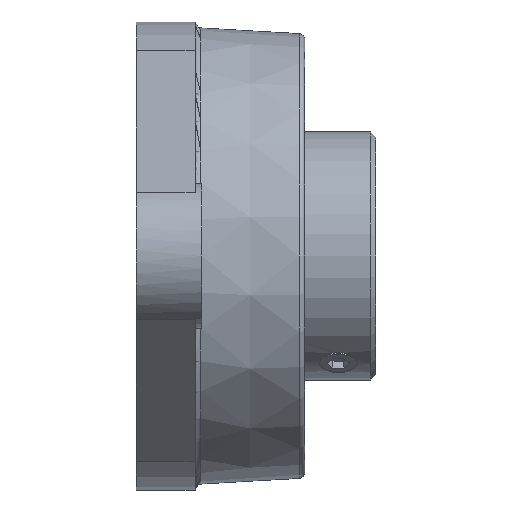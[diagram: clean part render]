
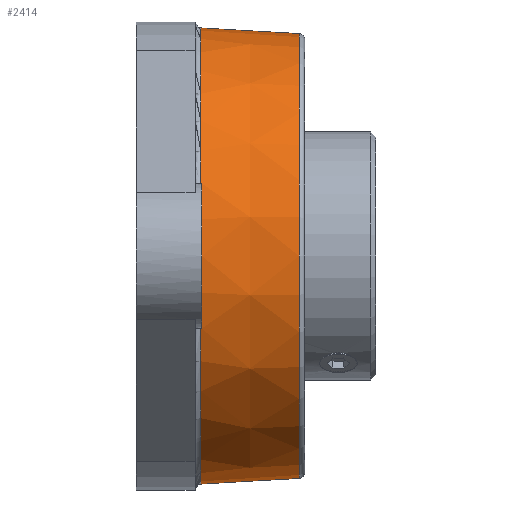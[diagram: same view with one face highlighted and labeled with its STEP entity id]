
A CAD part, front view. The second image highlights one B-rep face of the part: STEP entity #2414.
In plain terms, the highlighted conical face has half-angle 3.35 degrees and reference radius 47.512 mm.
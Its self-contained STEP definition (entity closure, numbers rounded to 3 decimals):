
#22 = EDGE_CURVE ( 'E31', #2516, #4326, #1072, .T. ) ;
#58 = VERTEX_POINT ( 'NONE', #3605 ) ;
#76 = VERTEX_POINT ( 'NONE', #4310 ) ;
#86 = EDGE_CURVE ( 'E58', #495, #2878, #3394, .T. ) ;
#92 = ORIENTED_EDGE ( 'NONE', *, *, #86, .T. ) ;
#97 = EDGE_CURVE ( 'E40', #2516, #58, #2696, .T. ) ;
#177 = CARTESIAN_POINT ( 'NONE',  ( 13.806, 0., 0. ) ) ;
#353 = CONICAL_SURFACE ( 'NONE', #2608, 47.512, 0.058 ) ;
#446 = DIRECTION ( 'NONE',  ( -1., 0., 0. ) ) ;
#479 = CARTESIAN_POINT ( 'NONE',  ( -7., -46.199, 15.5 ) ) ;
#495 = VERTEX_POINT ( 'NONE', #919 ) ;
#727 = VERTEX_POINT ( 'NONE', #2106 ) ;
#779 = CARTESIAN_POINT ( 'NONE',  ( 13.806, 0., 47.512 ) ) ;
#855 = AXIS2_PLACEMENT_3D ( 'NONE', #3950, #3287, #1233 ) ;
#901 = FACE_OUTER_BOUND ( 'NONE', #1367, .T. ) ;
#919 = CARTESIAN_POINT ( 'NONE',  ( -7., -46.199, -15.5 ) ) ;
#924 = DIRECTION ( 'NONE',  ( 0., 0., 1. ) ) ;
#946 = DIRECTION ( 'NONE',  ( 0., 0., 1. ) ) ;
#1072 = CIRCLE ( 'NONE', #855, 48.742 ) ;
#1086 = CARTESIAN_POINT ( 'NONE',  ( 13.806, 0., -47.512 ) ) ;
#1175 = ORIENTED_EDGE ( 'NONE', *, *, #1570, .F. ) ;
#1233 = DIRECTION ( 'NONE',  ( 0., 0., 1. ) ) ;
#1237 = CARTESIAN_POINT ( 'NONE',  ( -7., 0., 0. ) ) ;
#1258 = CARTESIAN_POINT ( 'NONE',  ( -7.206, -46.212, -15.5 ) ) ;
#1279 = EDGE_CURVE ( 'NONE', #3408, #4326, #3895, .T. ) ;
#1367 = EDGE_LOOP ( 'NONE', ( #1175, #3399, #1691, #1437, #4272, #3527, #92, #4264 ) ) ;
#1392 = AXIS2_PLACEMENT_3D ( 'NONE', #1237, #3953, #1968 ) ;
#1437 = ORIENTED_EDGE ( 'NONE', *, *, #22, .F. ) ;
#1567 = CARTESIAN_POINT ( 'NONE',  ( -7., -46.199, -15.5 ) ) ;
#1570 = EDGE_CURVE ( 'NONE', #76, #727, #3238, .T. ) ;
#1635 = CARTESIAN_POINT ( 'NONE',  ( -7.206, 0., 48.742 ) ) ;
#1691 = ORIENTED_EDGE ( 'NONE', *, *, #1279, .T. ) ;
#1819 = CARTESIAN_POINT ( 'NONE',  ( -7.137, -46.207, 15.5 ) ) ;
#1827 = DIRECTION ( 'NONE',  ( 0., 0., 1. ) ) ;
#1945 = CIRCLE ( 'NONE', #4132, 47.512 ) ;
#1947 = CARTESIAN_POINT ( 'NONE',  ( 13.806, 0., 47.512 ) ) ;
#1968 = DIRECTION ( 'NONE',  ( 0., 0., -1. ) ) ;
#2064 = VECTOR ( 'NONE', #3852, 1000. ) ;
#2106 = CARTESIAN_POINT ( 'NONE',  ( -7.206, 0., -48.742 ) ) ;
#2107 = EDGE_CURVE ( 'E4', #76, #3408, #1945, .T. ) ;
#2233 = CARTESIAN_POINT ( 'NONE',  ( -7.069, -46.203, -15.5 ) ) ;
#2300 = CARTESIAN_POINT ( 'NONE',  ( -7.206, -46.212, -15.5 ) ) ;
#2414 = ADVANCED_FACE ( 'E3', ( #901 ), #353, .T. ) ;
#2437 = EDGE_CURVE ( 'E67', #727, #2878, #4501, .T. ) ;
#2456 = DIRECTION ( 'NONE',  ( -0.998, 0., 0.058 ) ) ;
#2476 = CARTESIAN_POINT ( 'NONE',  ( -7.069, -46.203, 15.5 ) ) ;
#2516 = VERTEX_POINT ( 'NONE', #3384 ) ;
#2608 = AXIS2_PLACEMENT_3D ( 'NONE', #2692, #3000, #924 ) ;
#2692 = CARTESIAN_POINT ( 'NONE',  ( 13.806, 0., 0. ) ) ;
#2696 = B_SPLINE_CURVE_WITH_KNOTS ( 'NONE', 3,
 ( #3621, #1819, #2476, #479 ),
 .UNSPECIFIED., .F., .F.,
 ( 4, 4 ),
 ( 0.091, 0.092 ),
 .UNSPECIFIED. ) ;
#2878 = VERTEX_POINT ( 'NONE', #2300 ) ;
#3000 = DIRECTION ( 'NONE',  ( -1., 0., 0. ) ) ;
#3183 = AXIS2_PLACEMENT_3D ( 'NONE', #3689, #4056, #946 ) ;
#3238 = LINE ( 'NONE', #1086, #2064 ) ;
#3287 = DIRECTION ( 'NONE',  ( -1., 0., 0. ) ) ;
#3384 = CARTESIAN_POINT ( 'NONE',  ( -7.206, -46.212, 15.5 ) ) ;
#3394 = B_SPLINE_CURVE_WITH_KNOTS ( 'NONE', 3,
 ( #1567, #2233, #4357, #1258 ),
 .UNSPECIFIED., .F., .F.,
 ( 4, 4 ),
 ( 0.093, 0.093 ),
 .UNSPECIFIED. ) ;
#3399 = ORIENTED_EDGE ( 'NONE', *, *, #2107, .T. ) ;
#3408 = VERTEX_POINT ( 'NONE', #1947 ) ;
#3527 = ORIENTED_EDGE ( 'NONE', *, *, #3646, .T. ) ;
#3605 = CARTESIAN_POINT ( 'NONE',  ( -7., -46.199, 15.5 ) ) ;
#3621 = CARTESIAN_POINT ( 'NONE',  ( -7.206, -46.212, 15.5 ) ) ;
#3646 = EDGE_CURVE ( 'E49', #58, #495, #4286, .T. ) ;
#3689 = CARTESIAN_POINT ( 'NONE',  ( -7.206, 0., 0. ) ) ;
#3852 = DIRECTION ( 'NONE',  ( -0.998, 0., -0.058 ) ) ;
#3895 = LINE ( 'NONE', #779, #4173 ) ;
#3950 = CARTESIAN_POINT ( 'NONE',  ( -7.206, 0., 0. ) ) ;
#3953 = DIRECTION ( 'NONE',  ( 1., 0., 0. ) ) ;
#4056 = DIRECTION ( 'NONE',  ( -1., 0., 0. ) ) ;
#4132 = AXIS2_PLACEMENT_3D ( 'NONE', #177, #446, #1827 ) ;
#4173 = VECTOR ( 'NONE', #2456, 1000. ) ;
#4264 = ORIENTED_EDGE ( 'NONE', *, *, #2437, .F. ) ;
#4272 = ORIENTED_EDGE ( 'NONE', *, *, #97, .T. ) ;
#4286 = CIRCLE ( 'NONE', #1392, 48.73 ) ;
#4310 = CARTESIAN_POINT ( 'NONE',  ( 13.806, 0., -47.512 ) ) ;
#4326 = VERTEX_POINT ( 'NONE', #1635 ) ;
#4357 = CARTESIAN_POINT ( 'NONE',  ( -7.137, -46.207, -15.5 ) ) ;
#4501 = CIRCLE ( 'NONE', #3183, 48.742 ) ;
